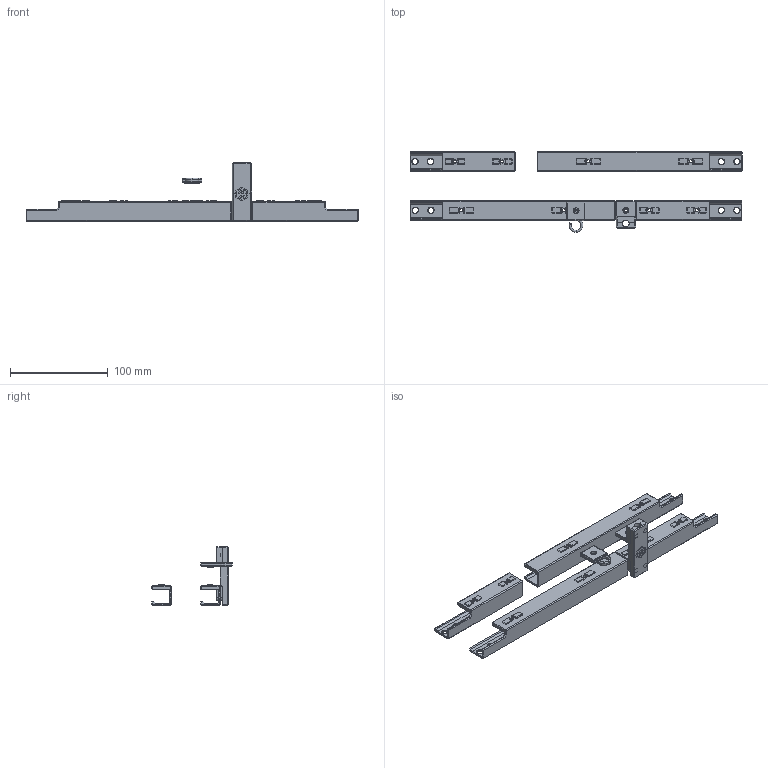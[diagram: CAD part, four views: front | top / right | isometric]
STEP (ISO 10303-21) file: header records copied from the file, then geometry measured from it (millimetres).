
FILE_DESCRIPTION(('HOOPS Exchange Step'),'2;1');
FILE_NAME('temp_export','2024-05-26T18:48:25+08:00',('hafiz'),('Shapr3D Limited'),'HOOPS Exchange 2024.2','Shapr3D','Authorized');
FILE_SCHEMA( ('AUTOMOTIVE_DESIGN { 1 0 10303 214 1 1 1 1 }') );
Length unit declared in the file: millimetre
Products named in the file (3): Zbilical Mount; Zbilical MOD; root
Assembly tree (2 placements, depth 3):
  root
    Zbilical MOD
      Zbilical Mount
Bounding box: 340.24 x 82.53 x 60 mm (x, y, z)
Volume: 96316.2 mm3; surface area: 77683.4 mm2
Topology: 13 solids, 13 shells, 1065 faces, 2604 edges, 1569 vertices
Faces by surface type: plane 743, cylinder 166, cone 142, sphere 10, torus 4
Full cylindrical faces by diameter (mm): 3.2 x15, 4.7 x4, 6 x31
Entity records: 30763 total; most frequent: CARTESIAN_POINT 5416, DIRECTION 5273, ORIENTED_EDGE 5132, EDGE_CURVE 2566, VECTOR 1971, LINE 1971, AXIS2_PLACEMENT_3D 1651, VERTEX_POINT 1569
